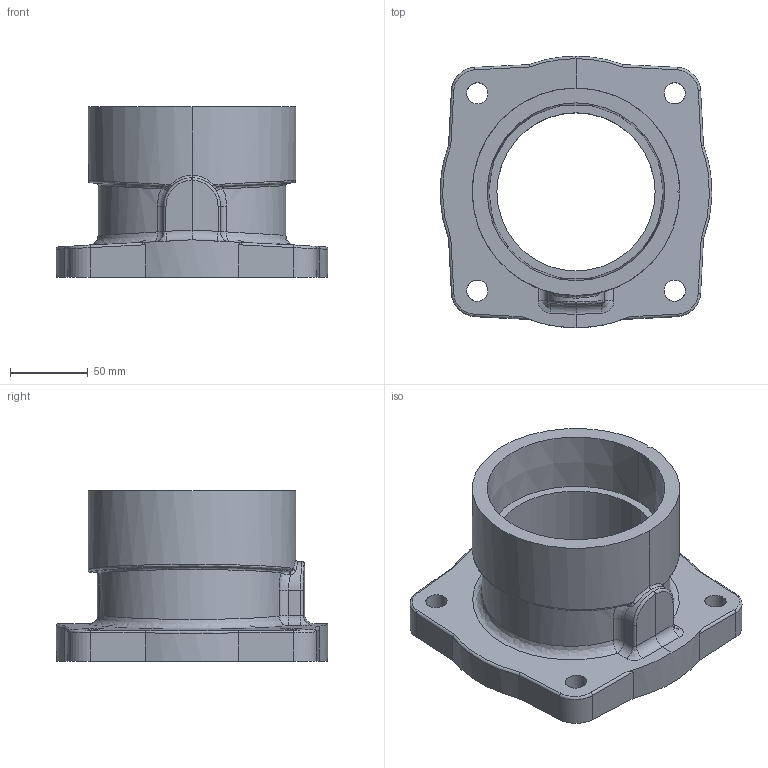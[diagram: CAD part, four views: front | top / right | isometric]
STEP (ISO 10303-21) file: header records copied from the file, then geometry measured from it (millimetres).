
FILE_DESCRIPTION((''),'2;1');
FILE_NAME('D31329_PRT','2006-12-13T',('work1'),(''),'PRO/ENGINEER BY PARAMETRIC TECHNOLOGY CORPORATION, 2005110','PRO/ENGINEER BY PARAMETRIC TECHNOLOGY CORPORATION, 2005110','');
FILE_SCHEMA(('CONFIG_CONTROL_DESIGN'));
Length unit declared in the file: inch
Products named in the file (1): D31329_PRT
Bounding box: 174.56 x 174.62 x 109.52 mm (x, y, z)
Volume: 754702.6 mm3; surface area: 127879.3 mm2
Topology: 1 solids, 1 shells, 109 faces, 265 edges, 159 vertices
Faces by surface type: cylinder 45, bspline 34, plane 26, cone 2, sphere 2
Entity records: 5648 total; most frequent: CARTESIAN_POINT 3349, ORIENTED_EDGE 530, DIRECTION 374, EDGE_CURVE 265, VERTEX_POINT 159, AXIS2_PLACEMENT_3D 140, EDGE_LOOP 120, FACE_OUTER_BOUND 109
